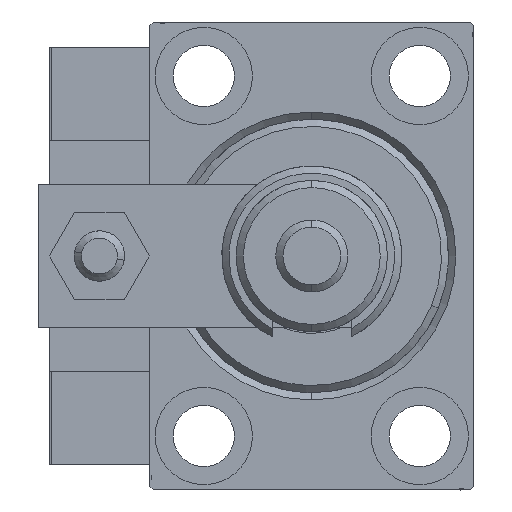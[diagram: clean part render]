
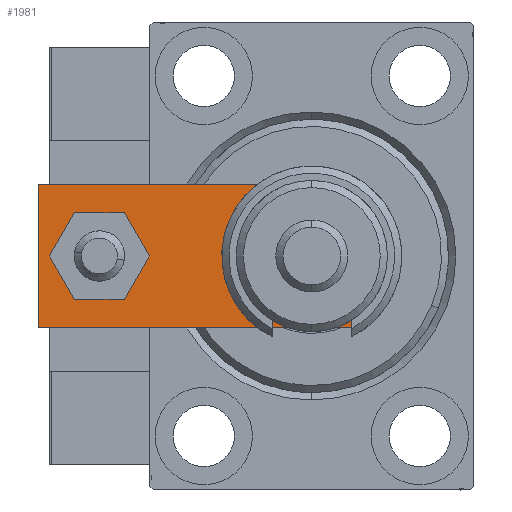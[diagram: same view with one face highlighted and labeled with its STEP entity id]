
A CAD part, left-side view. The second image highlights one B-rep face of the part: STEP entity #1981.
In plain terms, the highlighted face is planar.
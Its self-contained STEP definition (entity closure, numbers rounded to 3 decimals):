
#1252 = CARTESIAN_POINT ( 'NONE',  ( -10., 4.24, 6. ) ) ;
#1981 = ADVANCED_FACE ( 'NONE', ( #37060, #37334, #37852 ), #50203, .T. ) ;
#2010 = VECTOR ( 'NONE', #8143, 1000. ) ;
#2606 = ORIENTED_EDGE ( 'NONE', *, *, #50366, .F. ) ;
#2691 = DIRECTION ( 'NONE',  ( 0.707, 0.707, 0. ) ) ;
#3234 = EDGE_LOOP ( 'NONE', ( #30988, #28400, #13575, #29836, #44912, #43036 ) ) ;
#3455 = DIRECTION ( 'NONE',  ( 0., 0., 1. ) ) ;
#3925 = CIRCLE ( 'NONE', #20225, 7.25 ) ;
#4600 = EDGE_CURVE ( 'NONE', #12906, #16452, #14609, .T. ) ;
#5090 = EDGE_CURVE ( 'NONE', #40131, #17566, #14535, .T. ) ;
#5256 = ORIENTED_EDGE ( 'NONE', *, *, #17423, .F. ) ;
#5297 = AXIS2_PLACEMENT_3D ( 'NONE', #11458, #31781, #24566 ) ;
#6222 = AXIS2_PLACEMENT_3D ( 'NONE', #8971, #17273, #50471 ) ;
#6308 = CARTESIAN_POINT ( 'NONE',  ( -5.76, 0., 6. ) ) ;
#6555 = DIRECTION ( 'NONE',  ( 0., 0., 1. ) ) ;
#6708 = LINE ( 'NONE', #39367, #49309 ) ;
#7428 = ORIENTED_EDGE ( 'NONE', *, *, #32110, .F. ) ;
#7475 = VECTOR ( 'NONE', #36485, 1000. ) ;
#8143 = DIRECTION ( 'NONE',  ( 0., 1., 0. ) ) ;
#8971 = CARTESIAN_POINT ( 'NONE',  ( 0., 0., 6. ) ) ;
#9320 = CARTESIAN_POINT ( 'NONE',  ( 5.76, 0., 6. ) ) ;
#9587 = CIRCLE ( 'NONE', #5297, 7.25 ) ;
#10771 = EDGE_CURVE ( 'NONE', #37168, #40131, #30389, .T. ) ;
#11266 = VERTEX_POINT ( 'NONE', #22681 ) ;
#11458 = CARTESIAN_POINT ( 'NONE',  ( 0., 10., 6. ) ) ;
#12906 = VERTEX_POINT ( 'NONE', #20577 ) ;
#13472 = DIRECTION ( 'NONE',  ( 0.707, -0.707, 0. ) ) ;
#13575 = ORIENTED_EDGE ( 'NONE', *, *, #45676, .T. ) ;
#13727 = CARTESIAN_POINT ( 'NONE',  ( -2.88, -2.88, 6. ) ) ;
#14535 = LINE ( 'NONE', #30844, #39393 ) ;
#14609 = CIRCLE ( 'NONE', #44653, 4. ) ;
#14800 = CARTESIAN_POINT ( 'NONE',  ( 0., 10., 6. ) ) ;
#14801 = DIRECTION ( 'NONE',  ( -1., 0., 0. ) ) ;
#14990 = CARTESIAN_POINT ( 'NONE',  ( 0., 39.5, 6. ) ) ;
#15370 = AXIS2_PLACEMENT_3D ( 'NONE', #39206, #6555, #18347 ) ;
#16450 = CARTESIAN_POINT ( 'NONE',  ( 10., 0., 6. ) ) ;
#16452 = VERTEX_POINT ( 'NONE', #47627 ) ;
#17273 = DIRECTION ( 'NONE',  ( 0., 0., 1. ) ) ;
#17423 = EDGE_CURVE ( 'NONE', #24164, #11266, #3925, .T. ) ;
#17566 = VERTEX_POINT ( 'NONE', #45551 ) ;
#18347 = DIRECTION ( 'NONE',  ( 1., 0., 0. ) ) ;
#19220 = VECTOR ( 'NONE', #41866, 1000. ) ;
#20225 = AXIS2_PLACEMENT_3D ( 'NONE', #14800, #43428, #49314 ) ;
#20577 = CARTESIAN_POINT ( 'NONE',  ( 4., 39.5, 6. ) ) ;
#21785 = CARTESIAN_POINT ( 'NONE',  ( -10., 48., 6. ) ) ;
#21969 = CARTESIAN_POINT ( 'NONE',  ( 10., 4.24, 6. ) ) ;
#22200 = VERTEX_POINT ( 'NONE', #9320 ) ;
#22681 = CARTESIAN_POINT ( 'NONE',  ( 7.25, 10., 6. ) ) ;
#23041 = CIRCLE ( 'NONE', #15370, 4. ) ;
#24164 = VERTEX_POINT ( 'NONE', #29736 ) ;
#24566 = DIRECTION ( 'NONE',  ( 1., 0., 0. ) ) ;
#27492 = VERTEX_POINT ( 'NONE', #6308 ) ;
#28400 = ORIENTED_EDGE ( 'NONE', *, *, #49244, .T. ) ;
#29002 = VERTEX_POINT ( 'NONE', #1252 ) ;
#29736 = CARTESIAN_POINT ( 'NONE',  ( -7.25, 10., 6. ) ) ;
#29836 = ORIENTED_EDGE ( 'NONE', *, *, #43841, .T. ) ;
#30389 = LINE ( 'NONE', #16450, #2010 ) ;
#30844 = CARTESIAN_POINT ( 'NONE',  ( 10., 48., 6. ) ) ;
#30988 = ORIENTED_EDGE ( 'NONE', *, *, #39838, .T. ) ;
#31283 = EDGE_LOOP ( 'NONE', ( #5256, #7428 ) ) ;
#31781 = DIRECTION ( 'NONE',  ( 0., 0., 1. ) ) ;
#32110 = EDGE_CURVE ( 'NONE', #11266, #24164, #9587, .T. ) ;
#32149 = EDGE_LOOP ( 'NONE', ( #2606, #50829 ) ) ;
#32470 = LINE ( 'NONE', #44799, #7475 ) ;
#34088 = VECTOR ( 'NONE', #13472, 1000. ) ;
#36485 = DIRECTION ( 'NONE',  ( 1., 0., 0. ) ) ;
#37060 = FACE_BOUND ( 'NONE', #32149, .T. ) ;
#37168 = VERTEX_POINT ( 'NONE', #21969 ) ;
#37334 = FACE_OUTER_BOUND ( 'NONE', #3234, .T. ) ;
#37852 = FACE_BOUND ( 'NONE', #31283, .T. ) ;
#39206 = CARTESIAN_POINT ( 'NONE',  ( 0., 39.5, 6. ) ) ;
#39367 = CARTESIAN_POINT ( 'NONE',  ( 2.88, -2.88, 6. ) ) ;
#39393 = VECTOR ( 'NONE', #14801, 1000. ) ;
#39838 = EDGE_CURVE ( 'NONE', #17566, #29002, #42653, .T. ) ;
#40131 = VERTEX_POINT ( 'NONE', #44242 ) ;
#41866 = DIRECTION ( 'NONE',  ( 0., -1., 0. ) ) ;
#42653 = LINE ( 'NONE', #21785, #19220 ) ;
#43036 = ORIENTED_EDGE ( 'NONE', *, *, #5090, .T. ) ;
#43428 = DIRECTION ( 'NONE',  ( 0., 0., 1. ) ) ;
#43841 = EDGE_CURVE ( 'NONE', #22200, #37168, #6708, .T. ) ;
#44242 = CARTESIAN_POINT ( 'NONE',  ( 10., 48., 6. ) ) ;
#44419 = DIRECTION ( 'NONE',  ( 1., 0., 0. ) ) ;
#44653 = AXIS2_PLACEMENT_3D ( 'NONE', #14990, #3455, #44419 ) ;
#44799 = CARTESIAN_POINT ( 'NONE',  ( -10., 0., 6. ) ) ;
#44912 = ORIENTED_EDGE ( 'NONE', *, *, #10771, .T. ) ;
#45329 = LINE ( 'NONE', #13727, #34088 ) ;
#45551 = CARTESIAN_POINT ( 'NONE',  ( -10., 48., 6. ) ) ;
#45676 = EDGE_CURVE ( 'NONE', #27492, #22200, #32470, .T. ) ;
#47627 = CARTESIAN_POINT ( 'NONE',  ( -4., 39.5, 6. ) ) ;
#49244 = EDGE_CURVE ( 'NONE', #29002, #27492, #45329, .T. ) ;
#49309 = VECTOR ( 'NONE', #2691, 1000. ) ;
#49314 = DIRECTION ( 'NONE',  ( 1., 0., 0. ) ) ;
#50203 = PLANE ( 'NONE',  #6222 ) ;
#50366 = EDGE_CURVE ( 'NONE', #16452, #12906, #23041, .T. ) ;
#50471 = DIRECTION ( 'NONE',  ( 1., 0., 0. ) ) ;
#50829 = ORIENTED_EDGE ( 'NONE', *, *, #4600, .F. ) ;
